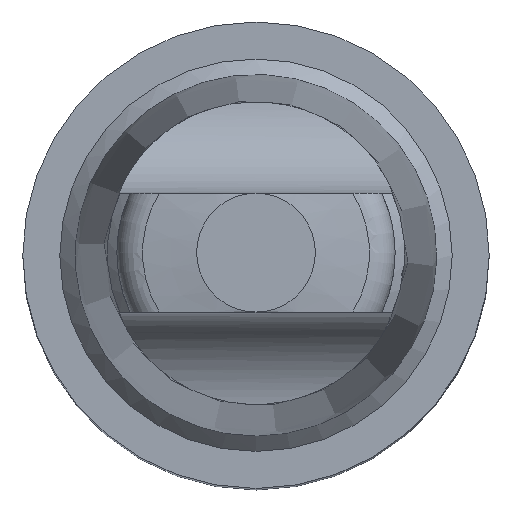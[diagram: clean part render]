
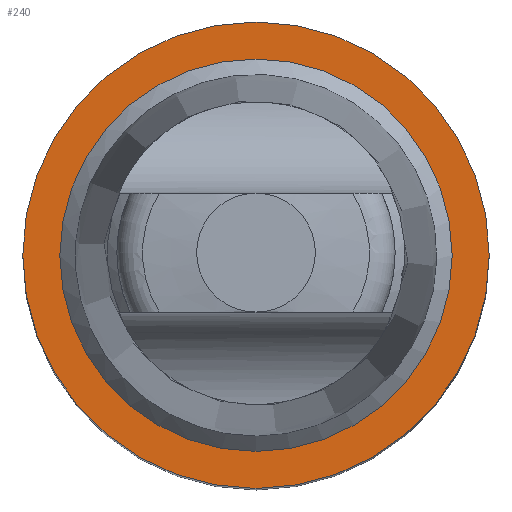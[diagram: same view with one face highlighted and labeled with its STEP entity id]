
A CAD part, top view. The second image highlights one B-rep face of the part: STEP entity #240.
In plain terms, the highlighted planar face has unit normal (0, 0, 1).
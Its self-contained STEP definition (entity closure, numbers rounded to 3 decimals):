
#136=EDGE_CURVE('240[2]',#332,#332,#333,.T.);
#228=EDGE_CURVE('240[2]',#453,#453,#454,.T.);
#240=ADVANCED_FACE('240[2]',(#469,#470),#471,.T.);
#332=VERTEX_POINT('',#726);
#333=CIRCLE('',#727,13.038);
#453=VERTEX_POINT('',#1122);
#454=CIRCLE('',#1123,15.5);
#469=FACE_OUTER_BOUND('',#1142,.T.);
#470=FACE_BOUND('',#1143,.T.);
#471=PLANE('',#1144);
#726=CARTESIAN_POINT('',(0.,-13.038,-5.0));
#727=AXIS2_PLACEMENT_3D('',#1209,#1210,#1211);
#1122=CARTESIAN_POINT('',(0.,15.5,-5.0));
#1123=AXIS2_PLACEMENT_3D('',#1342,#1343,#1344);
#1142=EDGE_LOOP('',(#1367));
#1143=EDGE_LOOP('',(#1368));
#1144=AXIS2_PLACEMENT_3D('',#1369,#1370,#1371);
#1209=CARTESIAN_POINT('',(0.,0.,-5.0));
#1210=DIRECTION('',(0.,0.,1.0));
#1211=DIRECTION('',(0.,1.0,0.));
#1342=CARTESIAN_POINT('',(0.,0.,-5.0));
#1343=DIRECTION('',(0.,0.,-1.0));
#1344=DIRECTION('',(0.,1.0,0.));
#1367=ORIENTED_EDGE('',*,*,#228,.F.);
#1368=ORIENTED_EDGE('',*,*,#136,.F.);
#1369=CARTESIAN_POINT('',(0.,7.75,-5.0));
#1370=DIRECTION('',(0.,0.,1.0));
#1371=DIRECTION('',(0.,-1.0,0.));
